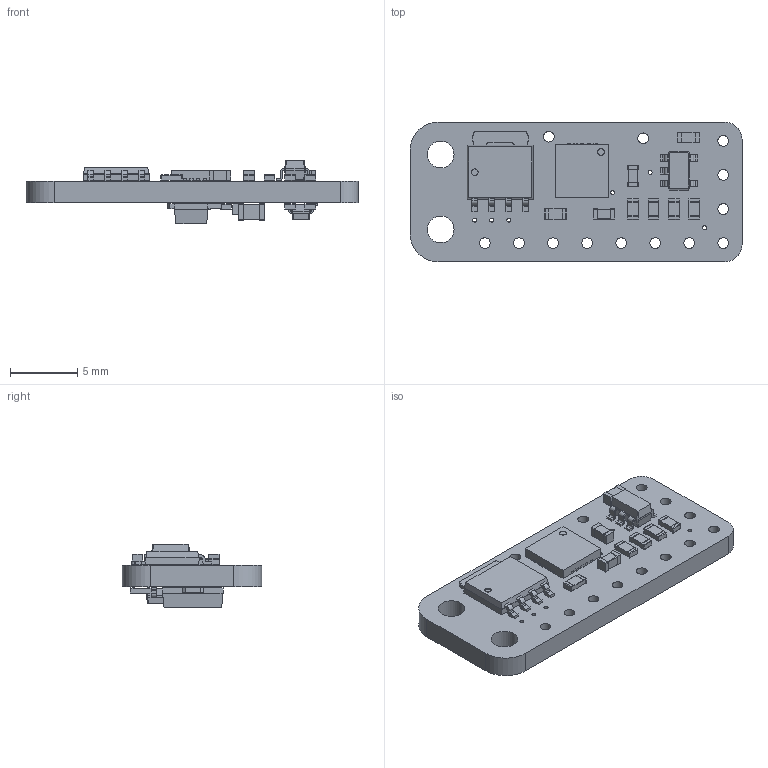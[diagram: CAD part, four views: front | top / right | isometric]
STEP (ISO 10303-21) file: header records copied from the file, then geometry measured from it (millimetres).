
FILE_DESCRIPTION(('KiCad electronic assembly'),'2;1');
FILE_NAME('SmartPWM_v3.step','2019-01-15T12:27:17',('An Author'),( 'A Company'),'Open CASCADE STEP processor 6.9', 'KiCad to STEP converter','Unknown');
FILE_SCHEMA(('AUTOMOTIVE_DESIGN { 1 0 10303 214 1 1 1 1 }'));
Length unit declared in the file: millimetre
Products named in the file (18): Open CASCADE STEP translator 6.9 1; R_0603_1608Metric; SOLID; SOT-23-5; LFPAK56; QFN-20-1EP_4x4mm_P0.5mm_EP2.5x2.5mm; C_0603_1608Metric; SOT-23; SOT-89-3; C_0805_2012Metric; COMPOUND
Assembly tree (29 placements, depth 3):
  Open CASCADE STEP translator 6.9 1
    R_0603_1608Metric  x10
      SOLID
    SOT-23-5
      SOLID
    LFPAK56
      SOLID
    QFN-20-1EP_4x4mm_P0.5mm_EP2.5x2.5mm
      SOLID
    C_0603_1608Metric  x4
      SOLID
    SOT-23
      SOLID
    SOT-89-3
      SOLID
    C_0805_2012Metric
      SOLID
    COMPOUND
Bounding box: 24.77 x 10.41 x 4.77 mm (x, y, z)
Volume: 457.6 mm3; surface area: 1000.2 mm2
Topology: 21 solids, 21 shells, 908 faces, 2411 edges, 1562 vertices
Faces by surface type: plane 589, cylinder 263, bspline 56
Full cylindrical faces by diameter (mm): 0.3 x27, 0.5 x2, 0.7 x1, 0.8 x13, 2 x2
Entity records: 43378 total; most frequent: CARTESIAN_POINT 7489, DIRECTION 5892, LINE 3961, VECTOR 3961, ORIENTED_EDGE 3166, PCURVE 3166, DEFINITIONAL_REPRESENTATION 3166, EDGE_CURVE 1583
